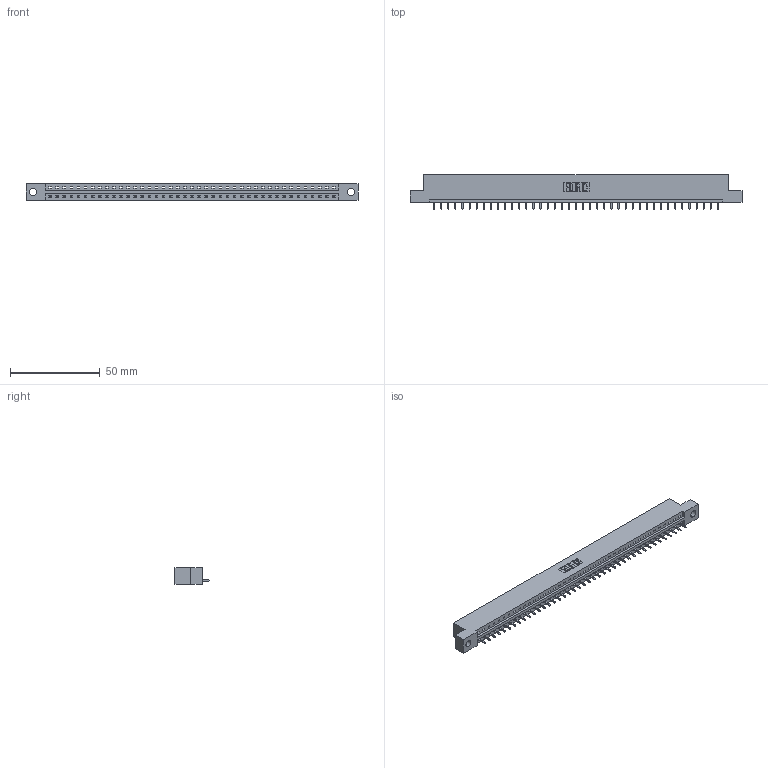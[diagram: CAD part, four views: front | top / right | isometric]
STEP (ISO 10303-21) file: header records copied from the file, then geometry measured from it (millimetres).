
FILE_DESCRIPTION (( 'STEP AP203' ), '1' );
FILE_NAME ('337-041-521-104.STEP', '2019-10-01T20:28:55', ( '' ), ( '' ), 'SwSTEP 2.0', 'SolidWorks 2016', '' );
FILE_SCHEMA (( 'CONFIG_CONTROL_DESIGN' ));
Length unit declared in the file: inch
Products named in the file (3): 337 Part_Flush Mounting Lugs - 0.156 Dia-TH; 337-041-521-104; 345-292-001_345-293-121
Assembly tree (42 placements, depth 2):
  337-041-521-104
    337 Part_Flush Mounting Lugs - 0.156 Dia-TH
    345-292-001_345-293-121  x41
Bounding box: 185.47 x 19.06 x 9.4 mm (x, y, z)
Volume: 19059.6 mm3; surface area: 18990.4 mm2
Topology: 42 solids, 42 shells, 2656 faces, 8019 edges, 5290 vertices
Faces by surface type: plane 1956, cylinder 700
Entity records: 30627 total; most frequent: CARTESIAN_POINT 5341, ORIENTED_EDGE 5318, DIRECTION 4497, EDGE_CURVE 2659, LINE 2531, VECTOR 2531, VERTEX_POINT 1770, AXIS2_PLACEMENT_3D 983
